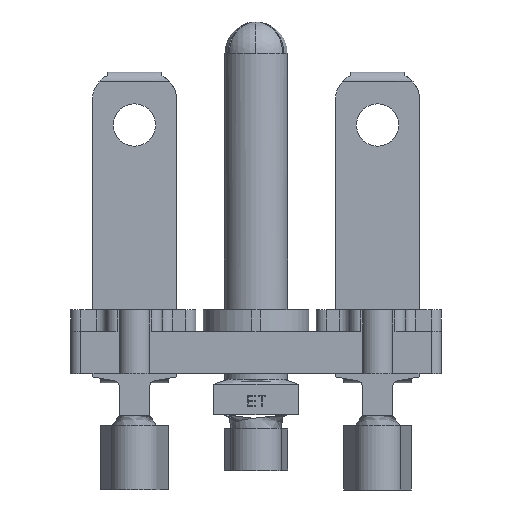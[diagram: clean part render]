
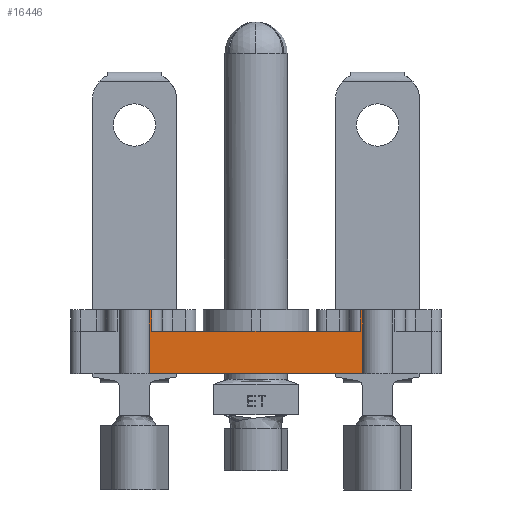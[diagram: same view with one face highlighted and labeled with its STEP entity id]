
A CAD part, front view. The second image highlights one B-rep face of the part: STEP entity #16446.
In plain terms, the highlighted planar face has unit normal (0, -1, 0).
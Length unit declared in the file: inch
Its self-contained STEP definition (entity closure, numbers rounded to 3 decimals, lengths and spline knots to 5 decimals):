
#284 = LINE ( 'NONE', #5974, #10678 ) ;
#347 = CARTESIAN_POINT ( 'NONE',  ( -0.5175, -0.6505, 0.188 ) ) ;
#890 = VERTEX_POINT ( 'NONE', #16591 ) ;
#1176 = EDGE_CURVE ( 'NONE', #3474, #4465, #13136, .T. ) ;
#1262 = CARTESIAN_POINT ( 'NONE',  ( -0.31481, -0.6505, 0.188 ) ) ;
#1494 = VECTOR ( 'NONE', #6041, 39.37008 ) ;
#1698 = EDGE_CURVE ( 'NONE', #18261, #16006, #17849, .T. ) ;
#2178 = CARTESIAN_POINT ( 'NONE',  ( 0.31481, -0.6505, 0. ) ) ;
#2362 = VERTEX_POINT ( 'NONE', #15704 ) ;
#2387 = VECTOR ( 'NONE', #16223, 39.37008 ) ;
#2852 = VECTOR ( 'NONE', #16183, 39.37008 ) ;
#3474 = VERTEX_POINT ( 'NONE', #1262 ) ;
#3846 = CARTESIAN_POINT ( 'NONE',  ( 0.3075, -0.6505, 0.125 ) ) ;
#3986 = CARTESIAN_POINT ( 'NONE',  ( -0.5175, -0.6505, 0.188 ) ) ;
#4465 = VERTEX_POINT ( 'NONE', #17521 ) ;
#4468 = CARTESIAN_POINT ( 'NONE',  ( -0.2775, -0.6505, 0.125 ) ) ;
#4483 = LINE ( 'NONE', #10179, #11642 ) ;
#4495 = EDGE_CURVE ( 'NONE', #12926, #16060, #4847, .T. ) ;
#4800 = LINE ( 'NONE', #10500, #2852 ) ;
#4847 = LINE ( 'NONE', #10539, #2387 ) ;
#5080 = CARTESIAN_POINT ( 'NONE',  ( -0.5175, -0.6505, 0. ) ) ;
#5226 = DIRECTION ( 'NONE',  ( 0., 1., 0. ) ) ;
#5457 = EDGE_CURVE ( 'NONE', #3474, #18261, #284, .T. ) ;
#5556 = VECTOR ( 'NONE', #10169, 39.37008 ) ;
#5974 = CARTESIAN_POINT ( 'NONE',  ( -0.31481, -0.6505, 0.28166 ) ) ;
#6041 = DIRECTION ( 'NONE',  ( 1., 0., 0. ) ) ;
#6479 = CARTESIAN_POINT ( 'NONE',  ( -0.31481, -0.6505, 0. ) ) ;
#6559 = EDGE_CURVE ( 'NONE', #890, #4465, #4483, .T. ) ;
#6620 = FACE_OUTER_BOUND ( 'NONE', #10408, .T. ) ;
#7940 = EDGE_CURVE ( 'NONE', #12926, #2362, #16763, .T. ) ;
#8097 = ORIENTED_EDGE ( 'NONE', *, *, #4495, .T. ) ;
#8187 = ORIENTED_EDGE ( 'NONE', *, *, #1698, .T. ) ;
#8925 = CARTESIAN_POINT ( 'NONE',  ( 0.3075, -0.6505, 0.188 ) ) ;
#9286 = VECTOR ( 'NONE', #10779, 39.37008 ) ;
#9683 = DIRECTION ( 'NONE',  ( 1., 0., 0. ) ) ;
#10093 = ORIENTED_EDGE ( 'NONE', *, *, #1176, .F. ) ;
#10120 = ORIENTED_EDGE ( 'NONE', *, *, #17709, .F. ) ;
#10169 = DIRECTION ( 'NONE',  ( 1., 0., 0. ) ) ;
#10179 = CARTESIAN_POINT ( 'NONE',  ( -0.3075, -0.6505, 0.188 ) ) ;
#10408 = EDGE_LOOP ( 'NONE', ( #17558, #11449, #8097, #10120, #12741, #10093, #15382, #8187 ) ) ;
#10500 = CARTESIAN_POINT ( 'NONE',  ( 0.31481, -0.6505, 0.28166 ) ) ;
#10539 = CARTESIAN_POINT ( 'NONE',  ( 0.3075, -0.6505, 0.188 ) ) ;
#10678 = VECTOR ( 'NONE', #11676, 39.37008 ) ;
#10779 = DIRECTION ( 'NONE',  ( 1., 0., 0. ) ) ;
#10934 = DIRECTION ( 'NONE',  ( -1., 0., 0. ) ) ;
#11449 = ORIENTED_EDGE ( 'NONE', *, *, #7940, .F. ) ;
#11642 = VECTOR ( 'NONE', #15870, 39.37008 ) ;
#11676 = DIRECTION ( 'NONE',  ( 0., 0., -1. ) ) ;
#12324 = PLANE ( 'NONE',  #15362 ) ;
#12741 = ORIENTED_EDGE ( 'NONE', *, *, #6559, .T. ) ;
#12926 = VERTEX_POINT ( 'NONE', #8925 ) ;
#13136 = LINE ( 'NONE', #347, #1494 ) ;
#14678 = EDGE_CURVE ( 'NONE', #2362, #16006, #4800, .T. ) ;
#15362 = AXIS2_PLACEMENT_3D ( 'NONE', #17995, #5226, #10934 ) ;
#15382 = ORIENTED_EDGE ( 'NONE', *, *, #5457, .T. ) ;
#15704 = CARTESIAN_POINT ( 'NONE',  ( 0.31481, -0.6505, 0.188 ) ) ;
#15870 = DIRECTION ( 'NONE',  ( 0., 0., 1. ) ) ;
#16006 = VERTEX_POINT ( 'NONE', #2178 ) ;
#16060 = VERTEX_POINT ( 'NONE', #3846 ) ;
#16183 = DIRECTION ( 'NONE',  ( 0., 0., -1. ) ) ;
#16223 = DIRECTION ( 'NONE',  ( 0., 0., -1. ) ) ;
#16446 = ADVANCED_FACE ( 'NONE', ( #6620 ), #12324, .F. ) ;
#16591 = CARTESIAN_POINT ( 'NONE',  ( -0.3075, -0.6505, 0.125 ) ) ;
#16763 = LINE ( 'NONE', #3986, #17614 ) ;
#17244 = LINE ( 'NONE', #4468, #5556 ) ;
#17521 = CARTESIAN_POINT ( 'NONE',  ( -0.3075, -0.6505, 0.188 ) ) ;
#17558 = ORIENTED_EDGE ( 'NONE', *, *, #14678, .F. ) ;
#17614 = VECTOR ( 'NONE', #9683, 39.37008 ) ;
#17709 = EDGE_CURVE ( 'NONE', #890, #16060, #17244, .T. ) ;
#17849 = LINE ( 'NONE', #5080, #9286 ) ;
#17995 = CARTESIAN_POINT ( 'NONE',  ( -0.5175, -0.6505, 0.188 ) ) ;
#18261 = VERTEX_POINT ( 'NONE', #6479 ) ;
